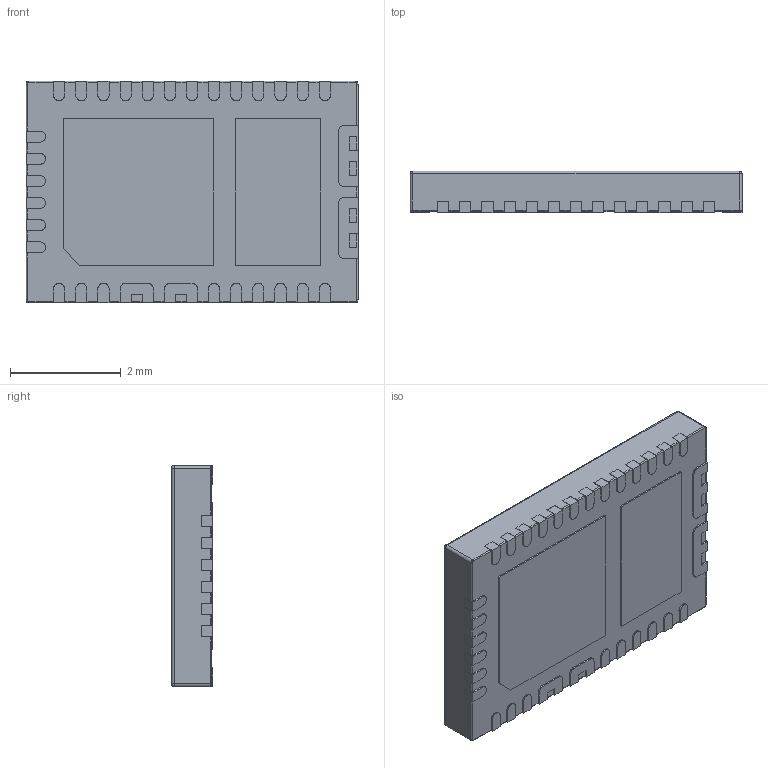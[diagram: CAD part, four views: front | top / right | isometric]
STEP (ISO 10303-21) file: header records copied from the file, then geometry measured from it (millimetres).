
FILE_DESCRIPTION (( 'STEP AP214' ), '1' );
FILE_NAME ('TPS25751DREFR.STEP', '2024-07-01T11:28:03', ( '' ), ( '' ), 'SwSTEP 2.0', 'SolidWorks 2016', '' );
FILE_SCHEMA (( 'AUTOMOTIVE_DESIGN' ));
Length unit declared in the file: millimetre
Products named in the file (1): TPS25751DREFR
Bounding box: 6 x 0.75 x 4 mm (x, y, z)
Volume: 17.7 mm3; surface area: 109.2 mm2
Topology: 35 solids, 35 shells, 501 faces, 1268 edges, 836 vertices
Faces by surface type: plane 343, cylinder 150, sphere 4, torus 4
Entity records: 18072 total; most frequent: CARTESIAN_POINT 2602, DIRECTION 2572, ORIENTED_EDGE 2528, EDGE_CURVE 1264, VECTOR 960, LINE 960, VERTEX_POINT 836, AXIS2_PLACEMENT_3D 806
